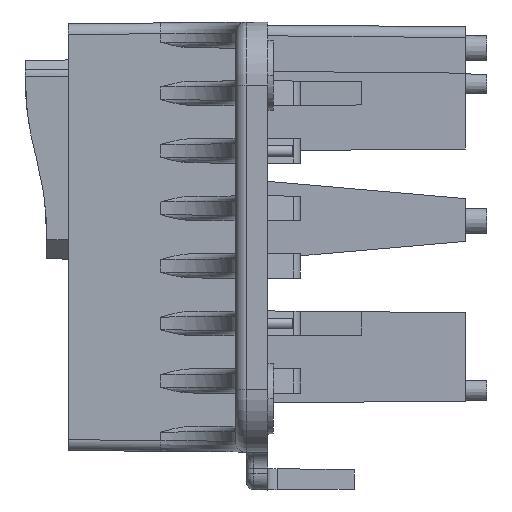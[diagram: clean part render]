
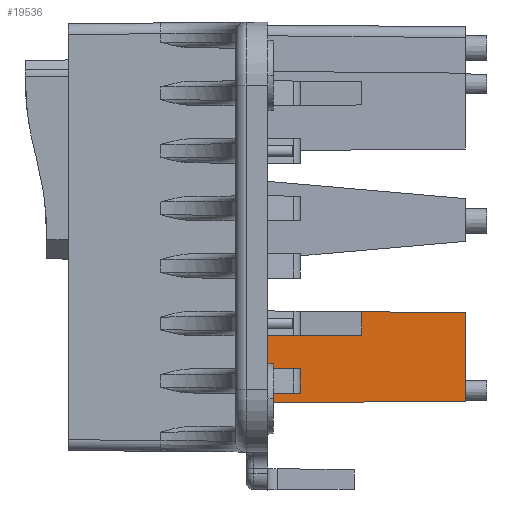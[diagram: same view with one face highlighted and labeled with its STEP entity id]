
A CAD part, left-side view. The second image highlights one B-rep face of the part: STEP entity #19536.
In plain terms, the highlighted planar face has unit normal (-1, -0.009, 0).
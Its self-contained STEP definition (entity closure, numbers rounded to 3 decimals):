
#245 = VERTEX_POINT ( 'NONE', #10450 ) ;
#1184 = EDGE_CURVE ( 'NONE', #9845, #8965, #21600, .T. ) ;
#1239 = EDGE_CURVE ( 'NONE', #27995, #15659, #35492, .T. ) ;
#2232 = DIRECTION ( 'NONE',  ( 0., 0., 1. ) ) ;
#2833 = CARTESIAN_POINT ( 'NONE',  ( -20.932, -8.5, -28.667 ) ) ;
#4501 = EDGE_CURVE ( 'NONE', #10817, #18414, #37564, .T. ) ;
#4611 = VECTOR ( 'NONE', #25043, 1000. ) ;
#4614 = CARTESIAN_POINT ( 'NONE',  ( -20.762, -27.981, -34.698 ) ) ;
#5053 = FACE_OUTER_BOUND ( 'NONE', #26053, .T. ) ;
#5072 = DIRECTION ( 'NONE',  ( -0.009, 1., 0.009 ) ) ;
#5458 = CARTESIAN_POINT ( 'NONE',  ( -20.897, -12.5, -54.428 ) ) ;
#5707 = LINE ( 'NONE', #26771, #36205 ) ;
#5769 = EDGE_CURVE ( 'NONE', #15659, #9845, #20135, .T. ) ;
#5932 = VECTOR ( 'NONE', #19460, 1000. ) ;
#6183 = ORIENTED_EDGE ( 'NONE', *, *, #4501, .T. ) ;
#6411 = DIRECTION ( 'NONE',  ( 0., 0., -1. ) ) ;
#6457 = CARTESIAN_POINT ( 'NONE',  ( -20.847, -18.222, -26.418 ) ) ;
#7041 = EDGE_CURVE ( 'NONE', #10817, #27995, #30223, .T. ) ;
#7364 = CARTESIAN_POINT ( 'NONE',  ( -20.932, -8.5, 0. ) ) ;
#8165 = CARTESIAN_POINT ( 'NONE',  ( -20.934, -8.27, -26.331 ) ) ;
#8374 = AXIS2_PLACEMENT_3D ( 'NONE', #9025, #17599, #14990 ) ;
#8425 = DIRECTION ( 'NONE',  ( 0., 0., 1. ) ) ;
#8965 = VERTEX_POINT ( 'NONE', #9071 ) ;
#9025 = CARTESIAN_POINT ( 'NONE',  ( -20.932, -8.5, 0. ) ) ;
#9071 = CARTESIAN_POINT ( 'NONE',  ( -20.897, -12.5, -33.965 ) ) ;
#9140 = EDGE_CURVE ( 'NONE', #8965, #37553, #34747, .T. ) ;
#9845 = VERTEX_POINT ( 'NONE', #19231 ) ;
#10450 = CARTESIAN_POINT ( 'NONE',  ( -20.847, -18.222, -28.582 ) ) ;
#10664 = CARTESIAN_POINT ( 'NONE',  ( -20.932, -8.5, -31.667 ) ) ;
#10782 = EDGE_CURVE ( 'NONE', #35167, #24820, #20298, .T. ) ;
#10817 = VERTEX_POINT ( 'NONE', #28410 ) ;
#11202 = DIRECTION ( 'NONE',  ( 0.009, -1., 0.009 ) ) ;
#11271 = CARTESIAN_POINT ( 'NONE',  ( -20.932, -8.5, 0. ) ) ;
#11616 = ORIENTED_EDGE ( 'NONE', *, *, #37319, .F. ) ;
#12121 = VECTOR ( 'NONE', #8425, 1000. ) ;
#12300 = VECTOR ( 'NONE', #2232, 1000. ) ;
#13061 = DIRECTION ( 'NONE',  ( 0.009, -1., -0.009 ) ) ;
#14990 = DIRECTION ( 'NONE',  ( 0.009, -1., 0. ) ) ;
#15043 = EDGE_CURVE ( 'NONE', #35167, #37553, #19401, .T. ) ;
#15218 = CARTESIAN_POINT ( 'NONE',  ( -20.897, -12.5, -31.702 ) ) ;
#15334 = CARTESIAN_POINT ( 'NONE',  ( -20.764, -27.8, 0. ) ) ;
#15454 = ORIENTED_EDGE ( 'NONE', *, *, #15043, .T. ) ;
#15659 = VERTEX_POINT ( 'NONE', #19579 ) ;
#17216 = ORIENTED_EDGE ( 'NONE', *, *, #10782, .F. ) ;
#17599 = DIRECTION ( 'NONE',  ( -1., -0.009, 0. ) ) ;
#18414 = VERTEX_POINT ( 'NONE', #6457 ) ;
#19231 = CARTESIAN_POINT ( 'NONE',  ( -20.932, -8.5, -34. ) ) ;
#19330 = DIRECTION ( 'NONE',  ( -0.009, 1., -0.009 ) ) ;
#19401 = LINE ( 'NONE', #30744, #35095 ) ;
#19460 = DIRECTION ( 'NONE',  ( 0.009, -1., 0.009 ) ) ;
#19536 = ADVANCED_FACE ( 'NONE', ( #5053 ), #26685, .T. ) ;
#19579 = CARTESIAN_POINT ( 'NONE',  ( -20.932, -8.5, -34.868 ) ) ;
#20135 = LINE ( 'NONE', #11271, #12300 ) ;
#20298 = LINE ( 'NONE', #7364, #4611 ) ;
#20954 = DIRECTION ( 'NONE',  ( 0., 0., 1. ) ) ;
#21600 = LINE ( 'NONE', #37140, #5932 ) ;
#22367 = VECTOR ( 'NONE', #6411, 1000. ) ;
#24164 = CARTESIAN_POINT ( 'NONE',  ( -20.764, -27.8, -34.7 ) ) ;
#24354 = EDGE_CURVE ( 'NONE', #245, #18414, #5707, .T. ) ;
#24820 = VERTEX_POINT ( 'NONE', #2833 ) ;
#25043 = DIRECTION ( 'NONE',  ( 0., 0., 1. ) ) ;
#25673 = ORIENTED_EDGE ( 'NONE', *, *, #1239, .F. ) ;
#26053 = EDGE_LOOP ( 'NONE', ( #35213, #25673, #31482, #6183, #31233, #11616, #17216, #15454, #26837, #35419 ) ) ;
#26685 = PLANE ( 'NONE',  #8374 ) ;
#26771 = CARTESIAN_POINT ( 'NONE',  ( -20.847, -18.222, -47.798 ) ) ;
#26837 = ORIENTED_EDGE ( 'NONE', *, *, #9140, .F. ) ;
#27615 = VECTOR ( 'NONE', #19330, 1000. ) ;
#27995 = VERTEX_POINT ( 'NONE', #24164 ) ;
#28407 = VECTOR ( 'NONE', #11202, 1000. ) ;
#28410 = CARTESIAN_POINT ( 'NONE',  ( -20.764, -27.8, -26.502 ) ) ;
#28887 = CARTESIAN_POINT ( 'NONE',  ( -20.93, -8.75, -28.664 ) ) ;
#29691 = VECTOR ( 'NONE', #5072, 1000. ) ;
#30223 = LINE ( 'NONE', #15334, #22367 ) ;
#30744 = CARTESIAN_POINT ( 'NONE',  ( -20.932, -8.504, -31.667 ) ) ;
#31233 = ORIENTED_EDGE ( 'NONE', *, *, #24354, .F. ) ;
#31482 = ORIENTED_EDGE ( 'NONE', *, *, #7041, .F. ) ;
#34747 = LINE ( 'NONE', #5458, #12121 ) ;
#35095 = VECTOR ( 'NONE', #13061, 1000. ) ;
#35167 = VERTEX_POINT ( 'NONE', #10664 ) ;
#35213 = ORIENTED_EDGE ( 'NONE', *, *, #5769, .F. ) ;
#35419 = ORIENTED_EDGE ( 'NONE', *, *, #1184, .F. ) ;
#35492 = LINE ( 'NONE', #4614, #27615 ) ;
#36205 = VECTOR ( 'NONE', #20954, 1000. ) ;
#36282 = LINE ( 'NONE', #28887, #28407 ) ;
#37140 = CARTESIAN_POINT ( 'NONE',  ( -20.929, -8.797, -33.997 ) ) ;
#37319 = EDGE_CURVE ( 'NONE', #24820, #245, #36282, .T. ) ;
#37553 = VERTEX_POINT ( 'NONE', #15218 ) ;
#37564 = LINE ( 'NONE', #8165, #29691 ) ;
